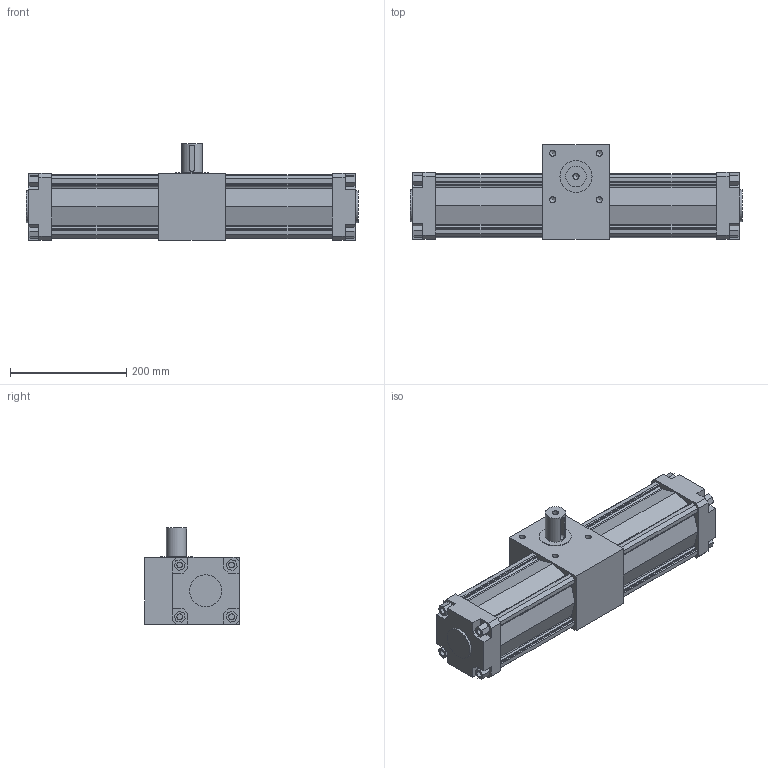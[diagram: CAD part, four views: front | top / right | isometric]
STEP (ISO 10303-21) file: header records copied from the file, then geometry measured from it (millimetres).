
FILE_DESCRIPTION(/* description */ ('Unknown'),/* implementation_level */ '2;1');
FILE_NAME(/* name */ '1332.100.180.01',/* time_stamp */ '2020-02-12T13:32:35-05:00',/* author */ ('Unknown'),/* organization */ ('Unknown'),/* preprocessor_version */ 'ST-DEVELOPER v16.7',/* originating_system */ 'Solid Edge',/* authorisation */ 'Unknown');
FILE_SCHEMA (('AUTOMOTIVE_DESIGN {1 0 10303 214 3 1 1}'));
Length unit declared in the file: millimetre
Products named in the file (1): 1332.100.180.01
Bounding box: 570 x 162 x 166 mm (x, y, z)
Volume: 6845878.8 mm3; surface area: 388251.9 mm2
Topology: 1 solids, 9 shells, 334 faces, 839 edges, 550 vertices
Faces by surface type: plane 251, cylinder 55, cone 28
Full cylindrical faces by diameter (mm): 9.4 x8, 10 x21, 19 x2, 26 x2, 35 x1, 55 x3
Entity records: 11820 total; most frequent: CARTESIAN_POINT 1660, DIRECTION 1548, ORIENTED_EDGE 1518, EDGE_CURVE 759, LINE 636, VECTOR 636, VERTEX_POINT 550, AXIS2_PLACEMENT_3D 456
